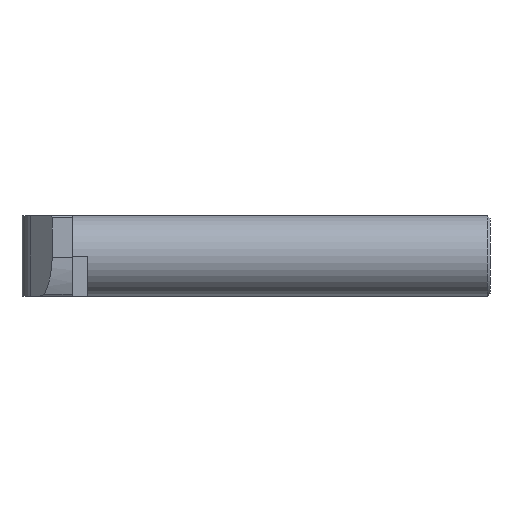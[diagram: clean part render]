
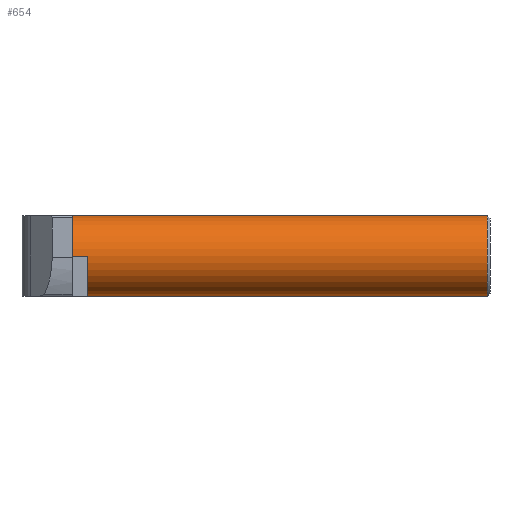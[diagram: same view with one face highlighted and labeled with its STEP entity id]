
A CAD part, left-side view. The second image highlights one B-rep face of the part: STEP entity #654.
In plain terms, the highlighted cylindrical face has radius 4 mm (diameter 8 mm), a partial arc.
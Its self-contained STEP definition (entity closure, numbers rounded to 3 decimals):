
#58 = EDGE_CURVE ( 'NONE', #106, #444, #832, .T. ) ;
#68 = EDGE_CURVE ( 'NONE', #188, #115, #720, .T. ) ;
#69 = EDGE_CURVE ( 'NONE', #116, #433, #723, .T. ) ;
#84 = CARTESIAN_POINT ( 'NONE',  ( -9., -43., -8. ) ) ;
#92 = CARTESIAN_POINT ( 'NONE',  ( -9., -1.75, 0. ) ) ;
#95 = CARTESIAN_POINT ( 'NONE',  ( -13., -1.75, -4. ) ) ;
#106 = VERTEX_POINT ( 'NONE', #553 ) ;
#115 = VERTEX_POINT ( 'NONE', #562 ) ;
#116 = VERTEX_POINT ( 'NONE', #563 ) ;
#126 = CARTESIAN_POINT ( 'NONE',  ( -9., -1.75, -4. ) ) ;
#127 = DIRECTION ( 'NONE',  ( 0., -1., 0. ) ) ;
#128 = DIRECTION ( 'NONE',  ( 0., 0., -1. ) ) ;
#188 = VERTEX_POINT ( 'NONE', #564 ) ;
#238 = AXIS2_PLACEMENT_3D ( 'NONE', #126, #127, #128 ) ;
#246 = AXIS2_PLACEMENT_3D ( 'NONE', #476, #477, #478 ) ;
#247 = AXIS2_PLACEMENT_3D ( 'NONE', #712, #713, #714 ) ;
#248 = AXIS2_PLACEMENT_3D ( 'NONE', #375, #376, #701 ) ;
#266 = EDGE_CURVE ( 'NONE', #433, #115, #571, .T. ) ;
#272 = EDGE_CURVE ( 'NONE', #444, #441, #582, .T. ) ;
#274 = EDGE_CURVE ( 'NONE', #116, #106, #298, .T. ) ;
#288 = EDGE_CURVE ( 'NONE', #441, #188, #608, .T. ) ;
#298 = CIRCLE ( 'NONE', #246, 4. ) ;
#356 = CARTESIAN_POINT ( 'NONE',  ( -13., -2.5, -4. ) ) ;
#357 = DIRECTION ( 'NONE',  ( 0., 1., 0. ) ) ;
#375 = CARTESIAN_POINT ( 'NONE',  ( -9., -43., -4. ) ) ;
#376 = DIRECTION ( 'NONE',  ( 0., 1., 0. ) ) ;
#433 = VERTEX_POINT ( 'NONE', #84 ) ;
#441 = VERTEX_POINT ( 'NONE', #92 ) ;
#444 = VERTEX_POINT ( 'NONE', #95 ) ;
#453 = FACE_OUTER_BOUND ( 'NONE', #764, .T. ) ;
#454 = CYLINDRICAL_SURFACE ( 'NONE', #238, 4. ) ;
#476 = CARTESIAN_POINT ( 'NONE',  ( -9., -3.25, -4. ) ) ;
#477 = DIRECTION ( 'NONE',  ( 0., 1., 0. ) ) ;
#478 = DIRECTION ( 'NONE',  ( 0., 0., -1. ) ) ;
#506 = CARTESIAN_POINT ( 'NONE',  ( -9., -1.75, 0. ) ) ;
#507 = DIRECTION ( 'NONE',  ( 0., -1., 0. ) ) ;
#508 = CARTESIAN_POINT ( 'NONE',  ( -9., -1.75, -8. ) ) ;
#509 = DIRECTION ( 'NONE',  ( 0., -1., 0. ) ) ;
#553 = CARTESIAN_POINT ( 'NONE',  ( -13., -3.25, -4. ) ) ;
#562 = CARTESIAN_POINT ( 'NONE',  ( -9., -43., 0. ) ) ;
#563 = CARTESIAN_POINT ( 'NONE',  ( -9., -3.25, -8. ) ) ;
#564 = CARTESIAN_POINT ( 'NONE',  ( -9., -3.25, 0. ) ) ;
#571 = CIRCLE ( 'NONE', #248, 4. ) ;
#582 = CIRCLE ( 'NONE', #247, 4. ) ;
#608 = LINE ( 'NONE', #650, #609 ) ;
#609 = VECTOR ( 'NONE', #651, 1000. ) ;
#650 = CARTESIAN_POINT ( 'NONE',  ( -9., -22.375, 0. ) ) ;
#651 = DIRECTION ( 'NONE',  ( 0., -1., 0. ) ) ;
#654 = ADVANCED_FACE ( 'NONE', ( #453 ), #454, .T. ) ;
#701 = DIRECTION ( 'NONE',  ( 0., 0., 1. ) ) ;
#712 = CARTESIAN_POINT ( 'NONE',  ( -9., -1.75, -4. ) ) ;
#713 = DIRECTION ( 'NONE',  ( 0., 1., 0. ) ) ;
#714 = DIRECTION ( 'NONE',  ( 0., 0., -1. ) ) ;
#720 = LINE ( 'NONE', #506, #722 ) ;
#722 = VECTOR ( 'NONE', #507, 1000. ) ;
#723 = LINE ( 'NONE', #508, #724 ) ;
#724 = VECTOR ( 'NONE', #509, 1000. ) ;
#764 = EDGE_LOOP ( 'NONE', ( #817, #818, #819, #820, #821, #822, #823 ) ) ;
#817 = ORIENTED_EDGE ( 'NONE', *, *, #68, .F. ) ;
#818 = ORIENTED_EDGE ( 'NONE', *, *, #288, .F. ) ;
#819 = ORIENTED_EDGE ( 'NONE', *, *, #272, .F. ) ;
#820 = ORIENTED_EDGE ( 'NONE', *, *, #58, .F. ) ;
#821 = ORIENTED_EDGE ( 'NONE', *, *, #274, .F. ) ;
#822 = ORIENTED_EDGE ( 'NONE', *, *, #69, .T. ) ;
#823 = ORIENTED_EDGE ( 'NONE', *, *, #266, .T. ) ;
#832 = LINE ( 'NONE', #356, #833 ) ;
#833 = VECTOR ( 'NONE', #357, 1000. ) ;
